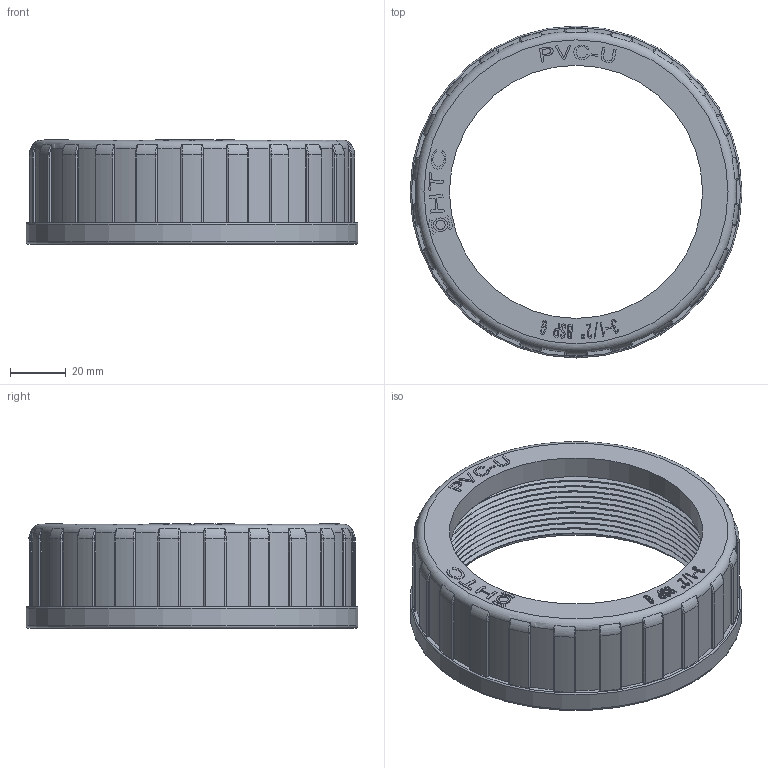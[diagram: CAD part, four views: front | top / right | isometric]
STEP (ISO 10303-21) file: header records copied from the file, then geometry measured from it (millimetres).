
FILE_DESCRIPTION(/* description */ (''),/* implementation_level */ '2;1');
FILE_NAME(/* name */ 'AF0600.COA.075.step',/* time_stamp */ '2026-01-07T08:28:33+01:00',/* author */ (''),/* organization */ (''),/* preprocessor_version */ 'ST-DEVELOPER v20.1',/* originating_system */ 'Autodesk Translation Framework v14.21.0.0',/* authorisation */ '');
FILE_SCHEMA (('AUTOMOTIVE_DESIGN { 1 0 10303 214 3 1 1 }'));
Length unit declared in the file: millimetre
Products named in the file (1): 2026-01-07-06-15-53-665
Bounding box: 118.7 x 118.7 x 37.5 mm (x, y, z)
Volume: 118160 mm3; surface area: 40496 mm2
Topology: 1 solids, 1 shells, 903 faces, 2569 edges, 1698 vertices
Faces by surface type: plane 696, cylinder 122, bspline 60, torus 25
Full cylindrical faces by diameter (mm): 3.32 x1, 4.98 x1, 90.5 x1, 97 x1, 97.372 x11, 100.33 x11, 118.7 x1
Entity records: 36490 total; most frequent: CARTESIAN_POINT 13178, ORIENTED_EDGE 5138, DIRECTION 4410, EDGE_CURVE 2569, LINE 2080, VECTOR 2080, VERTEX_POINT 1698, AXIS2_PLACEMENT_3D 1165
